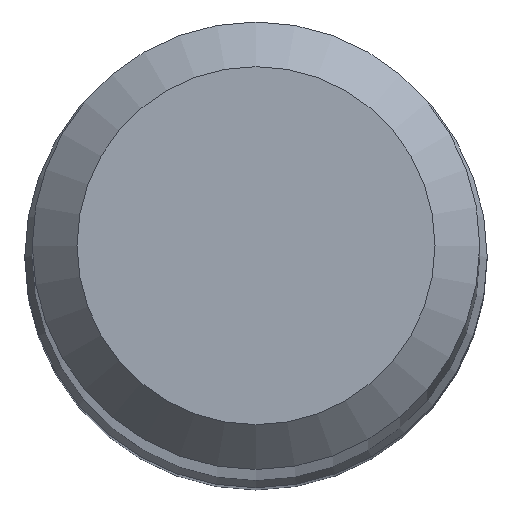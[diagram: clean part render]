
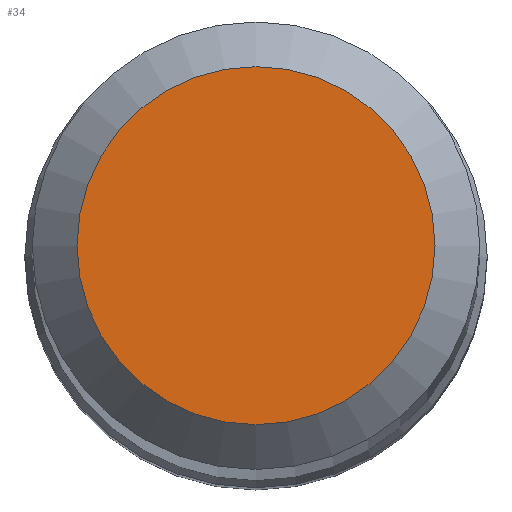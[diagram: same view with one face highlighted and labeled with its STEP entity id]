
A CAD part, top view. The second image highlights one B-rep face of the part: STEP entity #34.
In plain terms, the highlighted planar face has unit normal (0, 0, 1).
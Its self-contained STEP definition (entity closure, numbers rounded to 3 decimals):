
#9 = DIRECTION ( 'NONE',  ( 0., 1., 0. ) ) ;
#11 = VERTEX_POINT ( 'NONE', #63 ) ;
#19 = CARTESIAN_POINT ( 'NONE',  ( 0., 0., 101. ) ) ;
#22 = DIRECTION ( 'NONE',  ( 0., -1., 0. ) ) ;
#33 = DIRECTION ( 'NONE',  ( 0., 0., 1. ) ) ;
#34 = ADVANCED_FACE ( 'NONE', ( #38 ), #191, .T. ) ;
#38 = FACE_OUTER_BOUND ( 'NONE', #93, .T. ) ;
#43 = EDGE_CURVE ( 'NONE', #11, #11, #170, .T. ) ;
#57 = DIRECTION ( 'NONE',  ( 0., 0., -1. ) ) ;
#63 = CARTESIAN_POINT ( 'NONE',  ( 0., 2.4, 101. ) ) ;
#74 = ORIENTED_EDGE ( 'NONE', *, *, #43, .F. ) ;
#93 = EDGE_LOOP ( 'NONE', ( #74 ) ) ;
#131 = AXIS2_PLACEMENT_3D ( 'NONE', #178, #33, #22 ) ;
#149 = AXIS2_PLACEMENT_3D ( 'NONE', #19, #57, #9 ) ;
#170 = CIRCLE ( 'NONE', #149, 2.4 ) ;
#178 = CARTESIAN_POINT ( 'NONE',  ( 0., 0., 101. ) ) ;
#191 = PLANE ( 'NONE',  #131 ) ;
